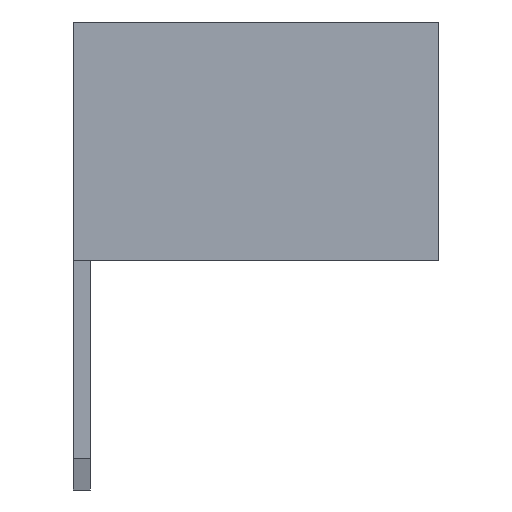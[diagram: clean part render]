
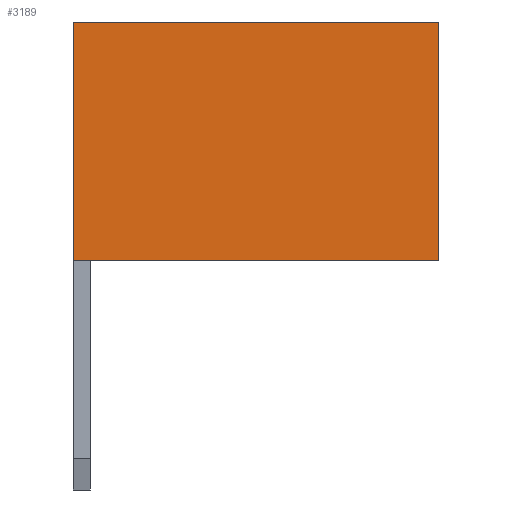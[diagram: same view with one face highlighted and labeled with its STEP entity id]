
A CAD part, left-side view. The second image highlights one B-rep face of the part: STEP entity #3189.
In plain terms, the highlighted planar face has unit normal (-1, 0, 0).
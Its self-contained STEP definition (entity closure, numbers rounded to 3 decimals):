
#3189=ADVANCED_FACE('',(#22825),#22827,.T.);
#22825=FACE_BOUND('',#22826,.T.);
#22826=EDGE_LOOP('',(#38539,#38540,#38541,#38542));
#22827=PLANE('',#22828);
#22828=AXIS2_PLACEMENT_3D('',#22829,#22830,#22831);
#22829=CARTESIAN_POINT('',(-1.,-4.2,0.));
#22830=DIRECTION('',(-1.,0.,0.));
#22831=DIRECTION('',(0.,0.,1.));
#38539=ORIENTED_EDGE('',*,*,#49393,.T.);
#38540=ORIENTED_EDGE('',*,*,#49964,.T.);
#38541=ORIENTED_EDGE('',*,*,#49094,.F.);
#38542=ORIENTED_EDGE('',*,*,#49963,.F.);
#49094=EDGE_CURVE('',#55738,#55740,#55741,.T.);
#49393=EDGE_CURVE('',#56160,#56161,#56162,.T.);
#49963=EDGE_CURVE('',#56160,#55738,#57109,.T.);
#49964=EDGE_CURVE('',#56161,#55740,#57110,.T.);
#55738=VERTEX_POINT('',#66860);
#55740=VERTEX_POINT('',#66864);
#55741=LINE('',#66865,#66866);
#56160=VERTEX_POINT('',#67882);
#56161=VERTEX_POINT('',#67883);
#56162=LINE('',#67884,#67885);
#57109=LINE('',#69971,#69972);
#57110=LINE('',#69974,#69975);
#66860=CARTESIAN_POINT('',(-1.,0.1,0.));
#66864=CARTESIAN_POINT('',(-1.,0.1,2.8));
#66865=CARTESIAN_POINT('',(-1.,0.1,0.));
#66866=VECTOR('',#66867,1.);
#66867=DIRECTION('',(0.,0.,1.));
#67882=CARTESIAN_POINT('',(-1.,-4.2,0.));
#67883=CARTESIAN_POINT('',(-1.,-4.2,2.8));
#67884=CARTESIAN_POINT('',(-1.,-4.2,0.));
#67885=VECTOR('',#67886,1.);
#67886=DIRECTION('',(0.,0.,1.));
#69971=CARTESIAN_POINT('',(-1.,-4.2,0.));
#69972=VECTOR('',#69973,1.);
#69973=DIRECTION('',(0.,1.,0.));
#69974=CARTESIAN_POINT('',(-1.,-4.2,2.8));
#69975=VECTOR('',#69976,1.);
#69976=DIRECTION('',(0.,1.,0.));
